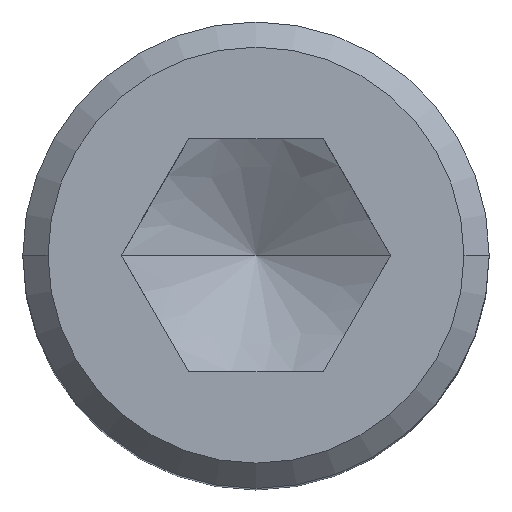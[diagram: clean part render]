
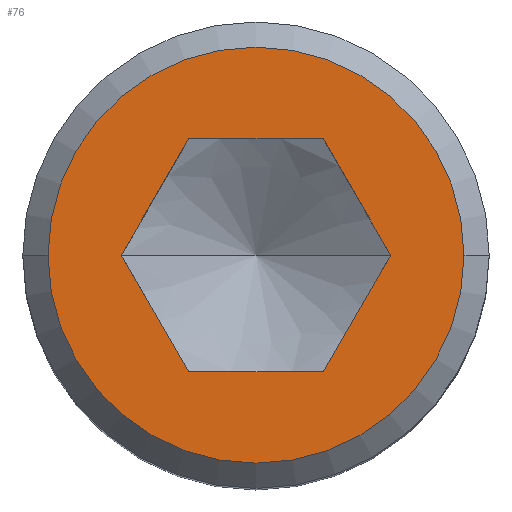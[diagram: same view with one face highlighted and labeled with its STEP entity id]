
A CAD part, top view. The second image highlights one B-rep face of the part: STEP entity #76.
In plain terms, the highlighted planar face has unit normal (0, 0, 1).
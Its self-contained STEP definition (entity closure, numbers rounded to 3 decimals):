
#76=ADVANCED_FACE('',(#150,#151),#152,.T.);
#150=FACE_BOUND('',#228,.T.);
#151=FACE_OUTER_BOUND('',#229,.T.);
#152=PLANE('',#230);
#228=EDGE_LOOP('',(#350,#351,#352,#353,#354,#355));
#229=EDGE_LOOP('',(#356,#357));
#230=AXIS2_PLACEMENT_3D('',#358,#359,#360);
#350=ORIENTED_EDGE('',*,*,#456,.T.);
#351=ORIENTED_EDGE('',*,*,#461,.T.);
#352=ORIENTED_EDGE('',*,*,#465,.T.);
#353=ORIENTED_EDGE('',*,*,#473,.T.);
#354=ORIENTED_EDGE('',*,*,#470,.T.);
#355=ORIENTED_EDGE('',*,*,#467,.T.);
#356=ORIENTED_EDGE('',*,*,#434,.T.);
#357=ORIENTED_EDGE('',*,*,#475,.T.);
#358=CARTESIAN_POINT('',(1.836,0.0,0.));
#359=DIRECTION('',(0.0,0.0,1.0));
#360=DIRECTION('',(1.0,0.0,0.0));
#434=EDGE_CURVE('',#496,#500,#502,.T.);
#456=EDGE_CURVE('',#537,#535,#538,.T.);
#461=EDGE_CURVE('',#535,#543,#545,.T.);
#465=EDGE_CURVE('',#543,#548,#550,.T.);
#467=EDGE_CURVE('',#552,#537,#553,.T.);
#470=EDGE_CURVE('',#556,#552,#557,.T.);
#473=EDGE_CURVE('',#548,#556,#560,.T.);
#475=EDGE_CURVE('',#500,#496,#562,.T.);
#496=VERTEX_POINT('',#588);
#500=VERTEX_POINT('',#593);
#502=CIRCLE('',#596,2.229);
#535=VERTEX_POINT('',#673);
#537=VERTEX_POINT('',#676);
#538=LINE('',#677,#678);
#543=VERTEX_POINT('',#693);
#545=LINE('',#696,#697);
#548=VERTEX_POINT('',#709);
#550=LINE('',#712,#713);
#552=VERTEX_POINT('',#715);
#553=LINE('',#716,#717);
#556=VERTEX_POINT('',#721);
#557=LINE('',#722,#723);
#560=LINE('',#727,#728);
#562=CIRCLE('',#730,2.229);
#588=CARTESIAN_POINT('',(2.229,0.0,0.0));
#593=CARTESIAN_POINT('',(-2.229,0.,0.0));
#596=AXIS2_PLACEMENT_3D('',#759,#760,#761);
#673=CARTESIAN_POINT('',(0.722,-1.25,0.));
#676=CARTESIAN_POINT('',(1.443,0.0,0.));
#677=CARTESIAN_POINT('',(0.902,-0.937,0.));
#678=VECTOR('',#780,10.0);
#693=CARTESIAN_POINT('',(-0.722,-1.25,0.));
#696=CARTESIAN_POINT('',(-0.361,-1.25,0.));
#697=VECTOR('',#783,10.0);
#709=CARTESIAN_POINT('',(-1.443,0.,0.));
#712=CARTESIAN_POINT('',(-1.263,-0.313,0.));
#713=VECTOR('',#785,10.0);
#715=CARTESIAN_POINT('',(0.722,1.25,0.));
#716=CARTESIAN_POINT('',(1.263,0.313,0.));
#717=VECTOR('',#786,10.0);
#721=CARTESIAN_POINT('',(-0.722,1.25,0.));
#722=CARTESIAN_POINT('',(0.361,1.25,0.));
#723=VECTOR('',#788,10.0);
#727=CARTESIAN_POINT('',(-0.902,0.938,0.));
#728=VECTOR('',#790,10.0);
#730=AXIS2_PLACEMENT_3D('',#791,#792,#793);
#759=CARTESIAN_POINT('',(0.0,0.0,0.0));
#760=DIRECTION('',(0.0,0.0,1.0));
#761=DIRECTION('',(1.0,0.0,0.0));
#780=DIRECTION('',(-0.5,-0.866,-0.0));
#783=DIRECTION('',(-1.0,0.0,0.0));
#785=DIRECTION('',(-0.5,0.866,0.0));
#786=DIRECTION('',(0.5,-0.866,0.0));
#788=DIRECTION('',(1.0,0.,0.0));
#790=DIRECTION('',(0.5,0.866,0.0));
#791=CARTESIAN_POINT('',(0.0,0.0,0.0));
#792=DIRECTION('',(0.0,0.0,1.0));
#793=DIRECTION('',(1.0,0.0,0.0));
